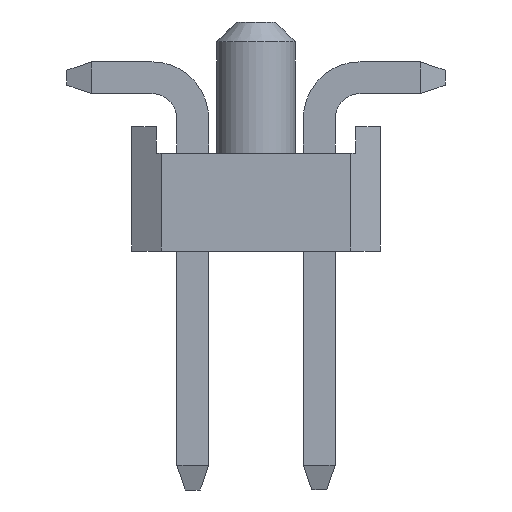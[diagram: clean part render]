
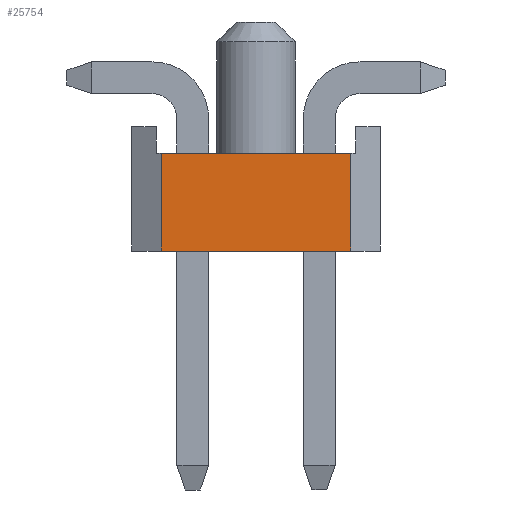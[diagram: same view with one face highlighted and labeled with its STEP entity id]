
A CAD part, front view. The second image highlights one B-rep face of the part: STEP entity #25754.
In plain terms, the highlighted planar face has unit normal (0, -1, 0).
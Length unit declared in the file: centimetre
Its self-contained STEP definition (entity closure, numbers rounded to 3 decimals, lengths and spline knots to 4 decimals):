
#1238=FACE_OUTER_BOUND('',#2726,.T.);
#2726=EDGE_LOOP('',(#20597,#20598,#20599,#20600));
#5702=LINE('',#39609,#9118);
#5703=LINE('',#39611,#9119);
#5704=LINE('',#39613,#9120);
#5705=LINE('',#39614,#9121);
#9118=VECTOR('',#32564,0.38);
#9119=VECTOR('',#32565,0.196);
#9120=VECTOR('',#32566,0.38);
#9121=VECTOR('',#32567,0.196);
#11795=VERTEX_POINT('',#39607);
#11796=VERTEX_POINT('',#39608);
#11797=VERTEX_POINT('',#39610);
#11798=VERTEX_POINT('',#39612);
#14946=EDGE_CURVE('',#11795,#11796,#5702,.T.);
#14947=EDGE_CURVE('',#11797,#11796,#5703,.T.);
#14948=EDGE_CURVE('',#11797,#11798,#5704,.T.);
#14949=EDGE_CURVE('',#11798,#11795,#5705,.T.);
#20597=ORIENTED_EDGE('',*,*,#14946,.T.);
#20598=ORIENTED_EDGE('',*,*,#14947,.F.);
#20599=ORIENTED_EDGE('',*,*,#14948,.T.);
#20600=ORIENTED_EDGE('',*,*,#14949,.T.);
#24270=PLANE('',#27430);
#25754=ADVANCED_FACE('',(#1238),#24270,.T.);
#27430=AXIS2_PLACEMENT_3D('',#39606,#32562,#32563);
#32562=DIRECTION('center_axis',(0.,-1.,0.));
#32563=DIRECTION('ref_axis',(1.,0.,0.));
#32564=DIRECTION('',(-1.,0.,0.));
#32565=DIRECTION('',(0.,0.,1.));
#32566=DIRECTION('',(1.,0.,0.));
#32567=DIRECTION('',(0.,0.,1.));
#39606=CARTESIAN_POINT('Origin',(-2.906,-3.9456,-0.0591));
#39607=CARTESIAN_POINT('',(-2.526,-3.9456,0.1369));
#39608=CARTESIAN_POINT('',(-2.906,-3.9456,0.1369));
#39609=CARTESIAN_POINT('',(-2.911,-3.9456,0.1369));
#39610=CARTESIAN_POINT('',(-2.906,-3.9456,-0.0591));
#39611=CARTESIAN_POINT('',(-2.906,-3.9456,-0.0591));
#39612=CARTESIAN_POINT('',(-2.526,-3.9456,-0.0591));
#39613=CARTESIAN_POINT('',(-2.906,-3.9456,-0.0591));
#39614=CARTESIAN_POINT('',(-2.526,-3.9456,-0.0591));
